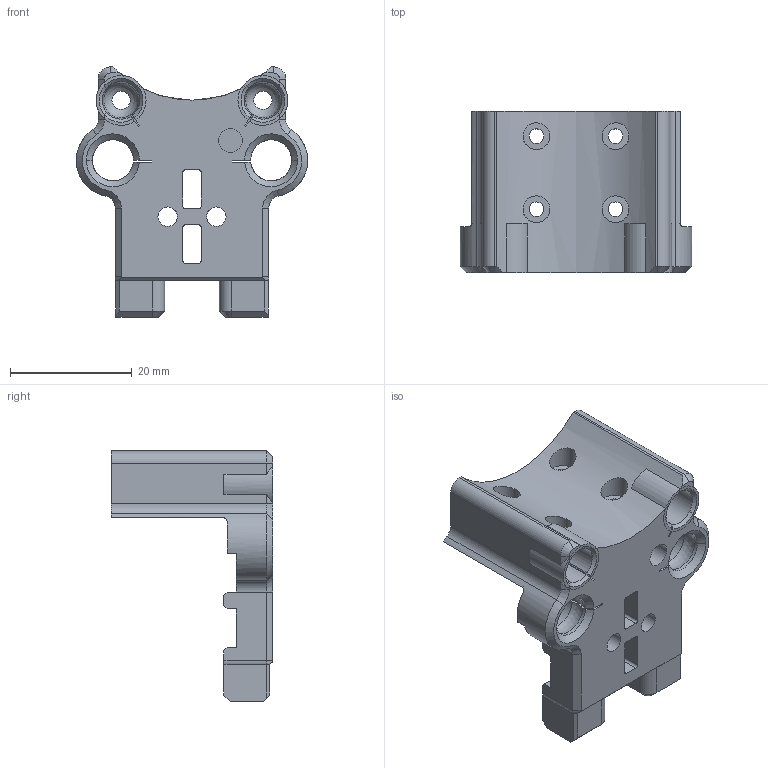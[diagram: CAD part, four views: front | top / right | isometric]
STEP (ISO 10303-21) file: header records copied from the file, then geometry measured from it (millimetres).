
FILE_DESCRIPTION(('FreeCAD Model'),'2;1');
FILE_NAME('Open CASCADE Shape Model','2022-10-31T14:06:18',(''),(''), 'Open CASCADE STEP processor 7.5','FreeCAD','Unknown');
FILE_SCHEMA(('AUTOMOTIVE_DESIGN { 1 0 10303 214 1 1 1 1 }'));
Length unit declared in the file: millimetre
Products named in the file (1): X_carr_toolthanger
Bounding box: 38 x 26.5 x 41.1 mm (x, y, z)
Volume: 9581.1 mm3; surface area: 6578.3 mm2
Topology: 1 solids, 1 shells, 286 faces, 739 edges, 456 vertices
Faces by surface type: plane 165, cylinder 65, cone 32, bspline 10, torus 8, sphere 6
Full cylindrical faces by diameter (mm): 2.4 x4, 2.75 x2, 3 x2, 3.2 x2, 3.9 x1, 4.4 x4
Entity records: 20483 total; most frequent: CARTESIAN_POINT 5655, DIRECTION 2814, LINE 1669, VECTOR 1669, ORIENTED_EDGE 1478, PCURVE 1478, DEFINITIONAL_REPRESENTATION 1478, EDGE_CURVE 739
